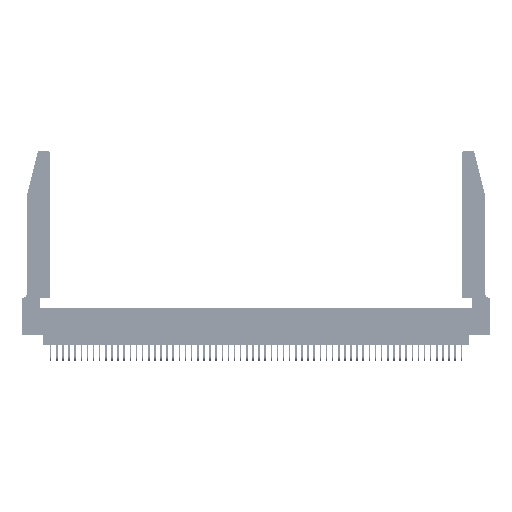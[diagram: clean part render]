
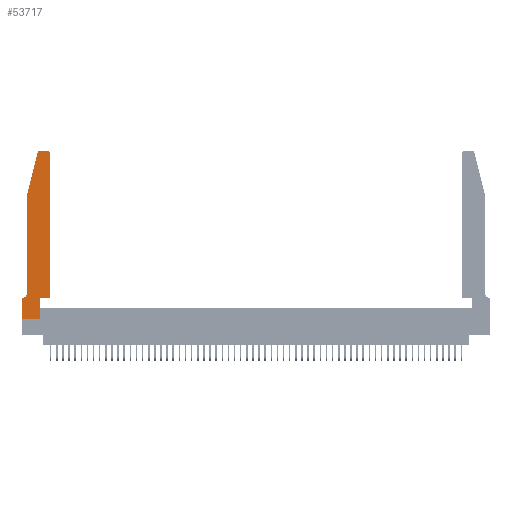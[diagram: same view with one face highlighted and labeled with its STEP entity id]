
A CAD part, top view. The second image highlights one B-rep face of the part: STEP entity #53717.
In plain terms, the highlighted planar face has unit normal (0, 0, 1).
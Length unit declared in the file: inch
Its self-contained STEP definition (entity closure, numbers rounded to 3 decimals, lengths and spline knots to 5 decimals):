
#1139 = DIRECTION ( 'NONE',  ( 0., 0., 1. ) ) ;
#1416 = EDGE_CURVE ( 'NONE', #55286, #48240, #46882, .T. ) ;
#1462 = ORIENTED_EDGE ( 'NONE', *, *, #4940, .T. ) ;
#1892 = DIRECTION ( 'NONE',  ( 1., 0., 0. ) ) ;
#2769 = DIRECTION ( 'NONE',  ( 0., 0., -1. ) ) ;
#3705 = CARTESIAN_POINT ( 'NONE',  ( 0.4505, 0.35, 0.37 ) ) ;
#3734 = CARTESIAN_POINT ( 'NONE',  ( 0.0755, 0.35, 0.37 ) ) ;
#3812 = VECTOR ( 'NONE', #4362, 39.37008 ) ;
#3836 = DIRECTION ( 'NONE',  ( 0., -1., 0. ) ) ;
#4362 = DIRECTION ( 'NONE',  ( -1., 0., 0. ) ) ;
#4940 = EDGE_CURVE ( 'NONE', #52059, #13278, #44464, .T. ) ;
#5196 = LINE ( 'NONE', #26380, #3812 ) ;
#5731 = CARTESIAN_POINT ( 'NONE',  ( 0.2865, 0., 0.37 ) ) ;
#5943 = EDGE_CURVE ( 'NONE', #35342, #29307, #31588, .T. ) ;
#6194 = ORIENTED_EDGE ( 'NONE', *, *, #39148, .T. ) ;
#6578 = VECTOR ( 'NONE', #33048, 39.37008 ) ;
#7331 = LINE ( 'NONE', #22599, #29375 ) ;
#9771 = AXIS2_PLACEMENT_3D ( 'NONE', #23931, #28320, #1892 ) ;
#9894 = VERTEX_POINT ( 'NONE', #54574 ) ;
#10850 = DIRECTION ( 'NONE',  ( 0., 0., 1. ) ) ;
#11089 = ORIENTED_EDGE ( 'NONE', *, *, #13008, .T. ) ;
#11461 = EDGE_CURVE ( 'NONE', #16204, #9894, #48197, .T. ) ;
#12033 = CIRCLE ( 'NONE', #23554, 0.03 ) ;
#12155 = EDGE_CURVE ( 'NONE', #12468, #16204, #47431, .T. ) ;
#12468 = VERTEX_POINT ( 'NONE', #26679 ) ;
#13008 = EDGE_CURVE ( 'NONE', #18482, #12468, #42016, .T. ) ;
#13278 = VERTEX_POINT ( 'NONE', #5731 ) ;
#13324 = ORIENTED_EDGE ( 'NONE', *, *, #47232, .T. ) ;
#13836 = ORIENTED_EDGE ( 'NONE', *, *, #16231, .T. ) ;
#15024 = VERTEX_POINT ( 'NONE', #56175 ) ;
#15287 = ORIENTED_EDGE ( 'NONE', *, *, #12155, .T. ) ;
#16204 = VERTEX_POINT ( 'NONE', #34726 ) ;
#16231 = EDGE_CURVE ( 'NONE', #48240, #15024, #5196, .T. ) ;
#17003 = EDGE_CURVE ( 'NONE', #15024, #53130, #12033, .T. ) ;
#17820 = LINE ( 'NONE', #31259, #39568 ) ;
#18482 = VERTEX_POINT ( 'NONE', #32719 ) ;
#18577 = VECTOR ( 'NONE', #20060, 39.37008 ) ;
#20060 = DIRECTION ( 'NONE',  ( 1., 0., 0. ) ) ;
#22599 = CARTESIAN_POINT ( 'NONE',  ( 0.0755, 2., 0.37 ) ) ;
#23554 = AXIS2_PLACEMENT_3D ( 'NONE', #37074, #10850, #41361 ) ;
#23931 = CARTESIAN_POINT ( 'NONE',  ( 0., 0.35, 0.37 ) ) ;
#25886 = DIRECTION ( 'NONE',  ( 1., 0., 0. ) ) ;
#26380 = CARTESIAN_POINT ( 'NONE',  ( 0.2605, 2.75, 0.37 ) ) ;
#26679 = CARTESIAN_POINT ( 'NONE',  ( 0.0755, 0.42, 0.37 ) ) ;
#27575 = CARTESIAN_POINT ( 'NONE',  ( 0.4205, 2.72, 0.37 ) ) ;
#28320 = DIRECTION ( 'NONE',  ( 0., 0., 1. ) ) ;
#28681 = CARTESIAN_POINT ( 'NONE',  ( 0., 0., 0.37 ) ) ;
#29186 = CARTESIAN_POINT ( 'NONE',  ( 0.0055, 0.42, 0.37 ) ) ;
#29307 = VERTEX_POINT ( 'NONE', #3705 ) ;
#29375 = VECTOR ( 'NONE', #39806, 39.37008 ) ;
#29621 = CARTESIAN_POINT ( 'NONE',  ( 0.2865, 0.35, 0.37 ) ) ;
#29632 = AXIS2_PLACEMENT_3D ( 'NONE', #27575, #1139, #31930 ) ;
#30032 = LINE ( 'NONE', #28681, #6578 ) ;
#30234 = CARTESIAN_POINT ( 'NONE',  ( 0.0755, 2., 0.37 ) ) ;
#30611 = VECTOR ( 'NONE', #3836, 39.37008 ) ;
#31259 = CARTESIAN_POINT ( 'NONE',  ( 0.4505, 0.35, 0.37 ) ) ;
#31450 = FACE_OUTER_BOUND ( 'NONE', #45479, .T. ) ;
#31588 = LINE ( 'NONE', #33031, #18577 ) ;
#31930 = DIRECTION ( 'NONE',  ( 1., 0., 0. ) ) ;
#32174 = EDGE_CURVE ( 'NONE', #13278, #35342, #41053, .T. ) ;
#32719 = CARTESIAN_POINT ( 'NONE',  ( 0.0755, 2., 0.37 ) ) ;
#33031 = CARTESIAN_POINT ( 'NONE',  ( 0.4505, 0.35, 0.37 ) ) ;
#33048 = DIRECTION ( 'NONE',  ( 0., -1., 0. ) ) ;
#33053 = VECTOR ( 'NONE', #25886, 39.37008 ) ;
#33125 = CARTESIAN_POINT ( 'NONE',  ( 0.25487, 2.72718, 0.37 ) ) ;
#33561 = DIRECTION ( 'NONE',  ( -1., 0., 0. ) ) ;
#34726 = CARTESIAN_POINT ( 'NONE',  ( 0.0055, 0.35, 0.37 ) ) ;
#35342 = VERTEX_POINT ( 'NONE', #29621 ) ;
#35594 = DIRECTION ( 'NONE',  ( 0., 1., 0. ) ) ;
#36070 = CARTESIAN_POINT ( 'NONE',  ( 0.4205, 2.75, 0.37 ) ) ;
#37062 = ORIENTED_EDGE ( 'NONE', *, *, #17003, .T. ) ;
#37074 = CARTESIAN_POINT ( 'NONE',  ( 0.284, 2.72, 0.37 ) ) ;
#37210 = ORIENTED_EDGE ( 'NONE', *, *, #32174, .T. ) ;
#38432 = ORIENTED_EDGE ( 'NONE', *, *, #11461, .T. ) ;
#39148 = EDGE_CURVE ( 'NONE', #53130, #18482, #7331, .T. ) ;
#39387 = EDGE_CURVE ( 'NONE', #9894, #52059, #30032, .T. ) ;
#39568 = VECTOR ( 'NONE', #35594, 39.37008 ) ;
#39710 = VECTOR ( 'NONE', #54528, 39.37008 ) ;
#39806 = DIRECTION ( 'NONE',  ( -0.239, -0.971, 0. ) ) ;
#41053 = LINE ( 'NONE', #50172, #39710 ) ;
#41361 = DIRECTION ( 'NONE',  ( 1., 0., 0. ) ) ;
#42016 = LINE ( 'NONE', #30234, #30611 ) ;
#43035 = CARTESIAN_POINT ( 'NONE',  ( 0., 0., 0.37 ) ) ;
#43099 = DIRECTION ( 'NONE',  ( -1., 0., 0. ) ) ;
#44397 = AXIS2_PLACEMENT_3D ( 'NONE', #29186, #2769, #33561 ) ;
#44464 = LINE ( 'NONE', #43035, #33053 ) ;
#45479 = EDGE_LOOP ( 'NONE', ( #13836, #37062, #6194, #11089, #15287, #38432, #53955, #1462, #37210, #54060, #13324, #48017 ) ) ;
#45492 = VECTOR ( 'NONE', #43099, 39.37008 ) ;
#46882 = CIRCLE ( 'NONE', #29632, 0.03 ) ;
#47232 = EDGE_CURVE ( 'NONE', #29307, #55286, #17820, .T. ) ;
#47431 = CIRCLE ( 'NONE', #44397, 0.07 ) ;
#48017 = ORIENTED_EDGE ( 'NONE', *, *, #1416, .T. ) ;
#48197 = LINE ( 'NONE', #3734, #45492 ) ;
#48240 = VERTEX_POINT ( 'NONE', #36070 ) ;
#49765 = PLANE ( 'NONE',  #9771 ) ;
#50172 = CARTESIAN_POINT ( 'NONE',  ( 0.2865, 0.35, 0.37 ) ) ;
#52059 = VERTEX_POINT ( 'NONE', #52201 ) ;
#52201 = CARTESIAN_POINT ( 'NONE',  ( 0., 0., 0.37 ) ) ;
#53130 = VERTEX_POINT ( 'NONE', #33125 ) ;
#53717 = ADVANCED_FACE ( 'NONE', ( #31450 ), #49765, .T. ) ;
#53955 = ORIENTED_EDGE ( 'NONE', *, *, #39387, .T. ) ;
#54060 = ORIENTED_EDGE ( 'NONE', *, *, #5943, .T. ) ;
#54528 = DIRECTION ( 'NONE',  ( 0., 1., 0. ) ) ;
#54574 = CARTESIAN_POINT ( 'NONE',  ( 0., 0.35, 0.37 ) ) ;
#55286 = VERTEX_POINT ( 'NONE', #56002 ) ;
#56002 = CARTESIAN_POINT ( 'NONE',  ( 0.4505, 2.72, 0.37 ) ) ;
#56175 = CARTESIAN_POINT ( 'NONE',  ( 0.284, 2.75, 0.37 ) ) ;
